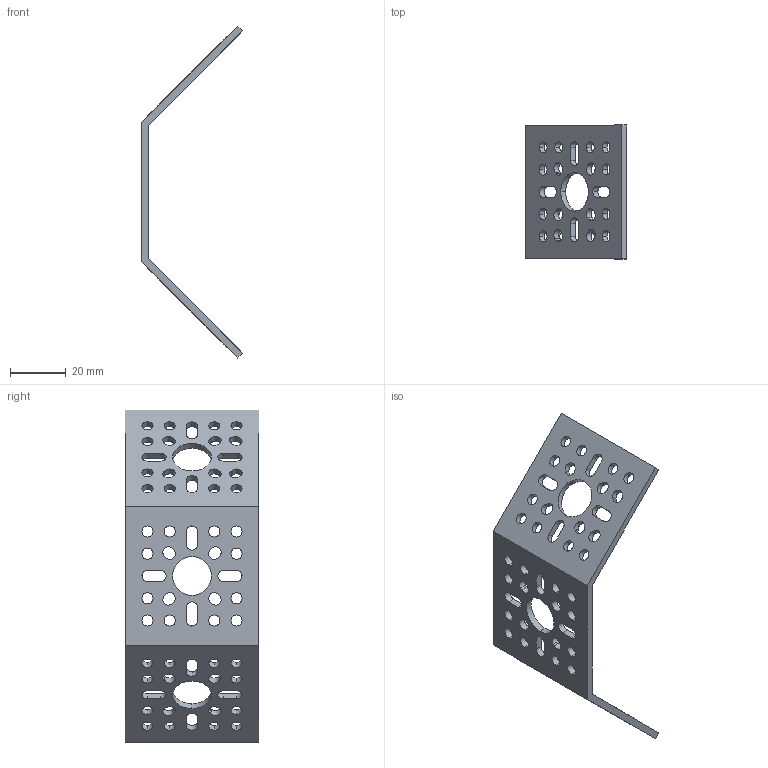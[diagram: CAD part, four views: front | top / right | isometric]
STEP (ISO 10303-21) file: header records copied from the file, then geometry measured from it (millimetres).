
FILE_DESCRIPTION (( 'STEP AP203' ), '1' );
FILE_NAME ('1111-0002-0001.STEP', '2017-12-22T22:54:20', ( '' ), ( '' ), 'SwSTEP 2.0', 'SolidWorks 2016', '' );
FILE_SCHEMA (( 'CONFIG_CONTROL_DESIGN' ));
Length unit declared in the file: millimetre
Products named in the file (1): 1111-0002-0001
Bounding box: 36.44 x 48 x 119.42 mm (x, y, z)
Volume: 13830.6 mm3; surface area: 14578.9 mm2
Topology: 1 solids, 1 shells, 207 faces, 615 edges, 410 vertices
Faces by surface type: cylinder 145, plane 62
Entity records: 7408 total; most frequent: DIRECTION 1321, CARTESIAN_POINT 1233, ORIENTED_EDGE 1230, EDGE_CURVE 615, AXIS2_PLACEMENT_3D 498, VERTEX_POINT 410, EDGE_LOOP 333, VECTOR 325
